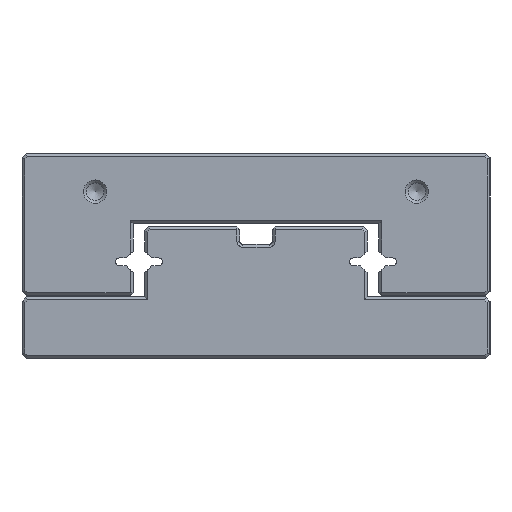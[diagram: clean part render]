
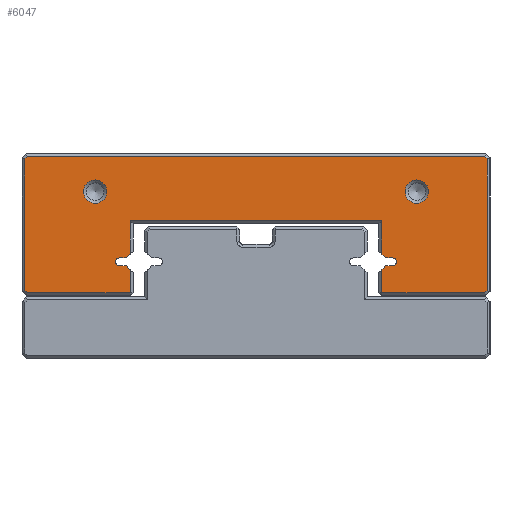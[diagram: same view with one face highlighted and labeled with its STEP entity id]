
A CAD part, left-side view. The second image highlights one B-rep face of the part: STEP entity #6047.
In plain terms, the highlighted planar face has unit normal (-1, 0, 0).
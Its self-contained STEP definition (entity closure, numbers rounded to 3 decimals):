
#5084=FACE_BOUND('',#9331,.T.);
#5085=FACE_BOUND('',#9332,.T.);
#5086=FACE_BOUND('',#9333,.T.);
#5585=CIRCLE('',#25615,0.667);
#5602=CIRCLE('',#25640,0.667);
#5606=CIRCLE('',#25650,2.);
#5607=CIRCLE('',#25651,2.);
#6047=ADVANCED_FACE('',(#5084,#5085,#5086),#7204,.T.);
#7204=PLANE('',#25652);
#9331=EDGE_LOOP('',(#12210,#12211,#12212,#12213,#12214,#12215,#12216,#12217,
#12218,#12219,#12220,#12221,#12222,#12223,#12224,#12225,#12226,#12227,#12228,
#12229,#12230,#12231,#12232,#12233));
#9332=EDGE_LOOP('',(#12234));
#9333=EDGE_LOOP('',(#12235));
#12210=ORIENTED_EDGE('',*,*,#19164,.F.);
#12211=ORIENTED_EDGE('',*,*,#19203,.T.);
#12212=ORIENTED_EDGE('',*,*,#19204,.T.);
#12213=ORIENTED_EDGE('',*,*,#19205,.T.);
#12214=ORIENTED_EDGE('',*,*,#19111,.F.);
#12215=ORIENTED_EDGE('',*,*,#19105,.F.);
#12216=ORIENTED_EDGE('',*,*,#19102,.F.);
#12217=ORIENTED_EDGE('',*,*,#19099,.F.);
#12218=ORIENTED_EDGE('',*,*,#19097,.F.);
#12219=ORIENTED_EDGE('',*,*,#19206,.T.);
#12220=ORIENTED_EDGE('',*,*,#19207,.T.);
#12221=ORIENTED_EDGE('',*,*,#19208,.T.);
#12222=ORIENTED_EDGE('',*,*,#19209,.T.);
#12223=ORIENTED_EDGE('',*,*,#19210,.T.);
#12224=ORIENTED_EDGE('',*,*,#19211,.T.);
#12225=ORIENTED_EDGE('',*,*,#19212,.T.);
#12226=ORIENTED_EDGE('',*,*,#19213,.T.);
#12227=ORIENTED_EDGE('',*,*,#19214,.T.);
#12228=ORIENTED_EDGE('',*,*,#19215,.T.);
#12229=ORIENTED_EDGE('',*,*,#19216,.T.);
#12230=ORIENTED_EDGE('',*,*,#19178,.F.);
#12231=ORIENTED_EDGE('',*,*,#19172,.F.);
#12232=ORIENTED_EDGE('',*,*,#19169,.F.);
#12233=ORIENTED_EDGE('',*,*,#19166,.F.);
#12234=ORIENTED_EDGE('',*,*,#19217,.T.);
#12235=ORIENTED_EDGE('',*,*,#19218,.T.);
#16987=VERTEX_POINT('',#34189);
#16988=VERTEX_POINT('',#34191);
#16989=VERTEX_POINT('',#34195);
#16991=VERTEX_POINT('',#34201);
#16993=VERTEX_POINT('',#34207);
#16998=VERTEX_POINT('',#34219);
#17034=VERTEX_POINT('',#34311);
#17035=VERTEX_POINT('',#34313);
#17036=VERTEX_POINT('',#34317);
#17038=VERTEX_POINT('',#34323);
#17040=VERTEX_POINT('',#34329);
#17045=VERTEX_POINT('',#34341);
#17066=VERTEX_POINT('',#34391);
#17067=VERTEX_POINT('',#34393);
#17068=VERTEX_POINT('',#34396);
#17069=VERTEX_POINT('',#34398);
#17070=VERTEX_POINT('',#34400);
#17071=VERTEX_POINT('',#34402);
#17072=VERTEX_POINT('',#34404);
#17073=VERTEX_POINT('',#34406);
#17074=VERTEX_POINT('',#34408);
#17075=VERTEX_POINT('',#34410);
#17076=VERTEX_POINT('',#34412);
#17077=VERTEX_POINT('',#34414);
#17078=VERTEX_POINT('',#34417);
#17079=VERTEX_POINT('',#34419);
#19097=EDGE_CURVE('',#16987,#16988,#21608,.T.);
#19099=EDGE_CURVE('',#16988,#16989,#21610,.T.);
#19102=EDGE_CURVE('',#16989,#16991,#5585,.T.);
#19105=EDGE_CURVE('',#16991,#16993,#21614,.T.);
#19111=EDGE_CURVE('',#16993,#16998,#21620,.T.);
#19164=EDGE_CURVE('',#17034,#17035,#21658,.T.);
#19166=EDGE_CURVE('',#17035,#17036,#21660,.T.);
#19169=EDGE_CURVE('',#17036,#17038,#5602,.T.);
#19172=EDGE_CURVE('',#17038,#17040,#21664,.T.);
#19178=EDGE_CURVE('',#17040,#17045,#21670,.T.);
#19203=EDGE_CURVE('',#17034,#17066,#21693,.T.);
#19204=EDGE_CURVE('',#17066,#17067,#21694,.T.);
#19205=EDGE_CURVE('',#17067,#16998,#21695,.T.);
#19206=EDGE_CURVE('',#16987,#17068,#21696,.T.);
#19207=EDGE_CURVE('',#17068,#17069,#21697,.T.);
#19208=EDGE_CURVE('',#17069,#17070,#21698,.T.);
#19209=EDGE_CURVE('',#17070,#17071,#21699,.T.);
#19210=EDGE_CURVE('',#17071,#17072,#21700,.T.);
#19211=EDGE_CURVE('',#17072,#17073,#21701,.T.);
#19212=EDGE_CURVE('',#17073,#17074,#21702,.T.);
#19213=EDGE_CURVE('',#17074,#17075,#21703,.T.);
#19214=EDGE_CURVE('',#17075,#17076,#21704,.T.);
#19215=EDGE_CURVE('',#17076,#17077,#21705,.T.);
#19216=EDGE_CURVE('',#17077,#17045,#21706,.T.);
#19217=EDGE_CURVE('',#17078,#17078,#5606,.T.);
#19218=EDGE_CURVE('',#17079,#17079,#5607,.T.);
#21608=LINE('',#34190,#23762);
#21610=LINE('',#34194,#23764);
#21614=LINE('',#34206,#23768);
#21620=LINE('',#34218,#23774);
#21658=LINE('',#34312,#23812);
#21660=LINE('',#34316,#23814);
#21664=LINE('',#34328,#23818);
#21670=LINE('',#34340,#23824);
#21693=LINE('',#34390,#23847);
#21694=LINE('',#34392,#23848);
#21695=LINE('',#34394,#23849);
#21696=LINE('',#34395,#23850);
#21697=LINE('',#34397,#23851);
#21698=LINE('',#34399,#23852);
#21699=LINE('',#34401,#23853);
#21700=LINE('',#34403,#23854);
#21701=LINE('',#34405,#23855);
#21702=LINE('',#34407,#23856);
#21703=LINE('',#34409,#23857);
#21704=LINE('',#34411,#23858);
#21705=LINE('',#34413,#23859);
#21706=LINE('',#34415,#23860);
#23762=VECTOR('',#28211,1.);
#23764=VECTOR('',#28215,1.);
#23768=VECTOR('',#28227,1.);
#23774=VECTOR('',#28235,1.);
#23812=VECTOR('',#28311,1.);
#23814=VECTOR('',#28315,1.);
#23818=VECTOR('',#28327,1.);
#23824=VECTOR('',#28335,1.);
#23847=VECTOR('',#28370,1.);
#23848=VECTOR('',#28371,1.);
#23849=VECTOR('',#28372,1.);
#23850=VECTOR('',#28373,1.);
#23851=VECTOR('',#28374,1.);
#23852=VECTOR('',#28375,1.);
#23853=VECTOR('',#28376,1.);
#23854=VECTOR('',#28377,1.);
#23855=VECTOR('',#28378,1.);
#23856=VECTOR('',#28379,1.);
#23857=VECTOR('',#28380,1.);
#23858=VECTOR('',#28381,1.);
#23859=VECTOR('',#28382,1.);
#23860=VECTOR('',#28383,1.);
#25615=AXIS2_PLACEMENT_3D('',#34200,#28220,#28221);
#25640=AXIS2_PLACEMENT_3D('',#34322,#28320,#28321);
#25650=AXIS2_PLACEMENT_3D('',#34416,#28384,#28385);
#25651=AXIS2_PLACEMENT_3D('',#34418,#28386,#28387);
#25652=AXIS2_PLACEMENT_3D('',#34420,#28388,#28389);
#28211=DIRECTION('',(0.,-0.707,0.707));
#28215=DIRECTION('',(0.,-1.,0.));
#28220=DIRECTION('',(-1.,0.,0.));
#28221=DIRECTION('',(0.,0.,-1.));
#28227=DIRECTION('',(0.,1.,0.));
#28235=DIRECTION('',(0.,0.707,0.707));
#28311=DIRECTION('',(0.,0.707,-0.707));
#28315=DIRECTION('',(0.,1.,0.));
#28320=DIRECTION('',(-1.,0.,0.));
#28321=DIRECTION('',(0.,0.,1.));
#28327=DIRECTION('',(0.,-1.,0.));
#28335=DIRECTION('',(0.,-0.707,-0.707));
#28370=DIRECTION('',(0.,0.,1.));
#28371=DIRECTION('',(0.,-1.,0.));
#28372=DIRECTION('',(0.,0.,-1.));
#28373=DIRECTION('',(0.,0.,-1.));
#28374=DIRECTION('',(0.,-1.,0.));
#28375=DIRECTION('',(0.,-0.707,0.707));
#28376=DIRECTION('',(0.,0.,1.));
#28377=DIRECTION('',(0.,0.707,0.707));
#28378=DIRECTION('',(0.,1.,0.));
#28379=DIRECTION('',(0.,0.707,-0.707));
#28380=DIRECTION('',(0.,0.,-1.));
#28381=DIRECTION('',(0.,-0.707,-0.707));
#28382=DIRECTION('',(0.,-1.,0.));
#28383=DIRECTION('',(0.,0.,1.));
#28384=DIRECTION('',(1.,0.,0.));
#28385=DIRECTION('',(0.,0.,-1.));
#28386=DIRECTION('',(1.,0.,0.));
#28387=DIRECTION('',(0.,0.,-1.));
#28388=DIRECTION('',(-1.,0.,0.));
#28389=DIRECTION('',(0.,0.,-1.));
#34189=CARTESIAN_POINT('',(80.,18.5,15.172));
#34190=CARTESIAN_POINT('',(80.,19.,14.672));
#34191=CARTESIAN_POINT('',(80.,17.838,15.833));
#34194=CARTESIAN_POINT('',(80.,17.838,15.833));
#34195=CARTESIAN_POINT('',(80.,16.667,15.833));
#34200=CARTESIAN_POINT('',(80.,16.667,16.5));
#34201=CARTESIAN_POINT('',(80.,16.667,17.167));
#34206=CARTESIAN_POINT('',(80.,16.667,17.167));
#34207=CARTESIAN_POINT('',(80.,17.838,17.167));
#34218=CARTESIAN_POINT('',(80.,17.838,17.167));
#34219=CARTESIAN_POINT('',(80.,18.5,17.828));
#34311=CARTESIAN_POINT('',(80.,61.5,17.828));
#34312=CARTESIAN_POINT('',(80.,61.,18.328));
#34313=CARTESIAN_POINT('',(80.,62.162,17.167));
#34316=CARTESIAN_POINT('',(80.,62.162,17.167));
#34317=CARTESIAN_POINT('',(80.,63.333,17.167));
#34322=CARTESIAN_POINT('',(80.,63.333,16.5));
#34323=CARTESIAN_POINT('',(80.,63.333,15.833));
#34328=CARTESIAN_POINT('',(80.,63.333,15.833));
#34329=CARTESIAN_POINT('',(80.,62.162,15.833));
#34340=CARTESIAN_POINT('',(80.,62.162,15.833));
#34341=CARTESIAN_POINT('',(80.,61.5,15.172));
#34390=CARTESIAN_POINT('',(80.,61.5,23.));
#34391=CARTESIAN_POINT('',(80.,61.5,23.5));
#34392=CARTESIAN_POINT('',(80.,19.,23.5));
#34393=CARTESIAN_POINT('',(80.,18.5,23.5));
#34394=CARTESIAN_POINT('',(80.,18.5,18.328));
#34395=CARTESIAN_POINT('',(80.,18.5,10.7));
#34396=CARTESIAN_POINT('',(80.,18.5,11.2));
#34397=CARTESIAN_POINT('',(80.,0.7,11.2));
#34398=CARTESIAN_POINT('',(80.,0.907,11.2));
#34399=CARTESIAN_POINT('',(80.,6.137,5.97));
#34400=CARTESIAN_POINT('',(80.,0.5,11.607));
#34401=CARTESIAN_POINT('',(80.,0.5,34.3));
#34402=CARTESIAN_POINT('',(80.,0.5,34.093));
#34403=CARTESIAN_POINT('',(80.,-0.213,33.38));
#34404=CARTESIAN_POINT('',(80.,0.907,34.5));
#34405=CARTESIAN_POINT('',(80.,79.3,34.5));
#34406=CARTESIAN_POINT('',(80.,79.093,34.5));
#34407=CARTESIAN_POINT('',(80.,56.88,56.713));
#34408=CARTESIAN_POINT('',(80.,79.5,34.093));
#34409=CARTESIAN_POINT('',(80.,79.5,11.4));
#34410=CARTESIAN_POINT('',(80.,79.5,11.607));
#34411=CARTESIAN_POINT('',(80.,50.53,-17.363));
#34412=CARTESIAN_POINT('',(80.,79.093,11.2));
#34413=CARTESIAN_POINT('',(80.,61.,11.2));
#34414=CARTESIAN_POINT('',(80.,61.5,11.2));
#34415=CARTESIAN_POINT('',(80.,61.5,14.672));
#34416=CARTESIAN_POINT('',(80.,12.5,28.5));
#34417=CARTESIAN_POINT('',(80.,12.5,26.5));
#34418=CARTESIAN_POINT('',(80.,67.5,28.5));
#34419=CARTESIAN_POINT('',(80.,67.5,26.5));
#34420=CARTESIAN_POINT('',(80.,16.667,16.5));
